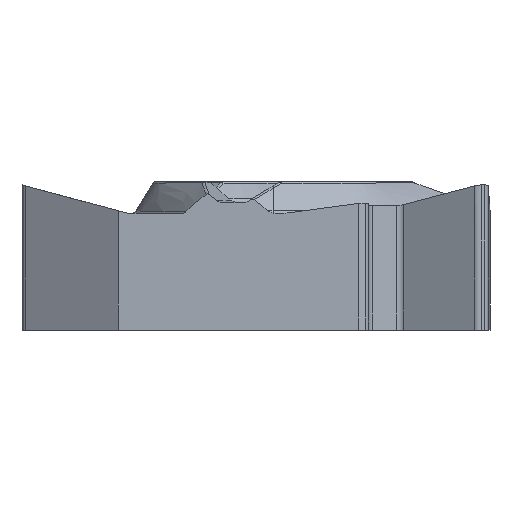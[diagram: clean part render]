
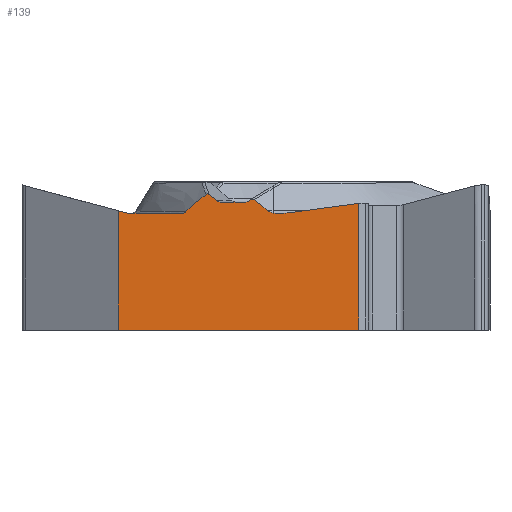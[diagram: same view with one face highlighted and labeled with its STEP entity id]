
A CAD part, left-side view. The second image highlights one B-rep face of the part: STEP entity #139.
In plain terms, the highlighted planar face has unit normal (-1, 0, 0).
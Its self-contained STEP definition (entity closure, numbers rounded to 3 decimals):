
#139=ADVANCED_FACE('',(#314),#273,.F.);
#273=PLANE('',#2288);
#314=FACE_OUTER_BOUND('',#443,.T.);
#443=EDGE_LOOP('',(#722,#723,#724,#725,#726,#727,#728,#729,#730,#731,#732,
#733,#734,#735,#736,#737,#738,#739,#740,#741,#742));
#582=CIRCLE('',#2287,0.5);
#668=ELLIPSE('',#2282,1.,0.5);
#669=ELLIPSE('',#2283,0.41,0.205);
#670=ELLIPSE('',#2284,0.154,0.1);
#671=ELLIPSE('',#2285,0.309,0.3);
#672=ELLIPSE('',#2286,0.309,0.3);
#722=ORIENTED_EDGE('',*,*,#1586,.F.);
#723=ORIENTED_EDGE('',*,*,#1587,.T.);
#724=ORIENTED_EDGE('',*,*,#1588,.F.);
#725=ORIENTED_EDGE('',*,*,#1589,.T.);
#726=ORIENTED_EDGE('',*,*,#1590,.T.);
#727=ORIENTED_EDGE('',*,*,#1591,.T.);
#728=ORIENTED_EDGE('',*,*,#1592,.T.);
#729=ORIENTED_EDGE('',*,*,#1593,.T.);
#730=ORIENTED_EDGE('',*,*,#1594,.F.);
#731=ORIENTED_EDGE('',*,*,#1595,.F.);
#732=ORIENTED_EDGE('',*,*,#1596,.T.);
#733=ORIENTED_EDGE('',*,*,#1597,.T.);
#734=ORIENTED_EDGE('',*,*,#1598,.T.);
#735=ORIENTED_EDGE('',*,*,#1599,.T.);
#736=ORIENTED_EDGE('',*,*,#1600,.T.);
#737=ORIENTED_EDGE('',*,*,#1601,.F.);
#738=ORIENTED_EDGE('',*,*,#1602,.T.);
#739=ORIENTED_EDGE('',*,*,#1603,.T.);
#740=ORIENTED_EDGE('',*,*,#1604,.T.);
#741=ORIENTED_EDGE('',*,*,#1605,.T.);
#742=ORIENTED_EDGE('',*,*,#1606,.T.);
#1384=VERTEX_POINT('',#3560);
#1385=VERTEX_POINT('',#3561);
#1386=VERTEX_POINT('',#3563);
#1387=VERTEX_POINT('',#3565);
#1388=VERTEX_POINT('',#3567);
#1389=VERTEX_POINT('',#3569);
#1390=VERTEX_POINT('',#3571);
#1391=VERTEX_POINT('',#3576);
#1392=VERTEX_POINT('',#3578);
#1393=VERTEX_POINT('',#3580);
#1394=VERTEX_POINT('',#3582);
#1395=VERTEX_POINT('',#3584);
#1396=VERTEX_POINT('',#3586);
#1397=VERTEX_POINT('',#3588);
#1398=VERTEX_POINT('',#3590);
#1399=VERTEX_POINT('',#3592);
#1400=VERTEX_POINT('',#3606);
#1401=VERTEX_POINT('',#3614);
#1402=VERTEX_POINT('',#3625);
#1403=VERTEX_POINT('',#3627);
#1404=VERTEX_POINT('',#3629);
#1586=EDGE_CURVE('',#1384,#1385,#1907,.T.);
#1587=EDGE_CURVE('',#1384,#1386,#1908,.T.);
#1588=EDGE_CURVE('',#1387,#1386,#1909,.T.);
#1589=EDGE_CURVE('',#1387,#1388,#1910,.T.);
#1590=EDGE_CURVE('',#1388,#1389,#668,.T.);
#1591=EDGE_CURVE('',#1389,#1390,#1911,.T.);
#1592=EDGE_CURVE('',#1390,#1391,#2184,.T.);
#1593=EDGE_CURVE('',#1391,#1392,#669,.T.);
#1594=EDGE_CURVE('',#1393,#1392,#1912,.T.);
#1595=EDGE_CURVE('',#1394,#1393,#670,.T.);
#1596=EDGE_CURVE('',#1394,#1395,#1913,.T.);
#1597=EDGE_CURVE('',#1395,#1396,#671,.T.);
#1598=EDGE_CURVE('',#1396,#1397,#1914,.T.);
#1599=EDGE_CURVE('',#1397,#1398,#672,.T.);
#1600=EDGE_CURVE('',#1398,#1399,#1915,.T.);
#1601=EDGE_CURVE('',#1400,#1399,#2185,.T.);
#1602=EDGE_CURVE('',#1400,#1401,#2186,.T.);
#1603=EDGE_CURVE('',#1401,#1402,#2187,.T.);
#1604=EDGE_CURVE('',#1402,#1403,#1916,.T.);
#1605=EDGE_CURVE('',#1403,#1404,#582,.T.);
#1606=EDGE_CURVE('',#1404,#1385,#1917,.T.);
#1907=LINE('',#3559,#2045);
#1908=LINE('',#3562,#2046);
#1909=LINE('',#3564,#2047);
#1910=LINE('',#3566,#2048);
#1911=LINE('',#3570,#2049);
#1912=LINE('',#3579,#2050);
#1913=LINE('',#3583,#2051);
#1914=LINE('',#3587,#2052);
#1915=LINE('',#3591,#2053);
#1916=LINE('',#3626,#2054);
#1917=LINE('',#3630,#2055);
#2045=VECTOR('',#2527,1.);
#2046=VECTOR('',#2528,1.);
#2047=VECTOR('',#2529,1.);
#2048=VECTOR('',#2530,1.);
#2049=VECTOR('',#2533,1.);
#2050=VECTOR('',#2536,1.);
#2051=VECTOR('',#2539,1.);
#2052=VECTOR('',#2542,1.);
#2053=VECTOR('',#2545,1.);
#2054=VECTOR('',#2546,1.);
#2055=VECTOR('',#2549,1.);
#2184=B_SPLINE_CURVE_WITH_KNOTS('',3,(#3572,#3573,#3574,#3575),
 .UNSPECIFIED.,.F.,.F.,(4,4),(0.,1.),.UNSPECIFIED.);
#2185=B_SPLINE_CURVE_WITH_KNOTS('',3,(#3593,#3594,#3595,#3596,#3597,#3598,
#3599,#3600,#3601,#3602,#3603,#3604,#3605),.UNSPECIFIED.,.F.,.F.,(4,3,3,
3,4),(0.,0.251,0.502,0.753,1.),
 .UNSPECIFIED.);
#2186=B_SPLINE_CURVE_WITH_KNOTS('',3,(#3607,#3608,#3609,#3610,#3611,#3612,
#3613),.UNSPECIFIED.,.F.,.F.,(4,3,4),(0.,0.416,1.),
 .UNSPECIFIED.);
#2187=B_SPLINE_CURVE_WITH_KNOTS('',3,(#3615,#3616,#3617,#3618,#3619,#3620,
#3621,#3622,#3623,#3624),.UNSPECIFIED.,.F.,.F.,(4,3,3,4),(0.,0.469,
0.885,1.),.UNSPECIFIED.);
#2282=AXIS2_PLACEMENT_3D('',#3568,#2531,#2532);
#2283=AXIS2_PLACEMENT_3D('',#3577,#2534,#2535);
#2284=AXIS2_PLACEMENT_3D('',#3581,#2537,#2538);
#2285=AXIS2_PLACEMENT_3D('',#3585,#2540,#2541);
#2286=AXIS2_PLACEMENT_3D('',#3589,#2543,#2544);
#2287=AXIS2_PLACEMENT_3D('',#3628,#2547,#2548);
#2288=AXIS2_PLACEMENT_3D('',#3631,#2550,#2551);
#2527=DIRECTION('',(0.,0.,1.));
#2528=DIRECTION('',(0.,-1.,0.));
#2529=DIRECTION('',(0.,0.,-1.));
#2530=DIRECTION('',(0.,0.991,-0.133));
#2531=DIRECTION('',(1.,0.,0.));
#2532=DIRECTION('',(0.,1.,0.));
#2533=DIRECTION('',(0.,1.,0.));
#2534=DIRECTION('',(1.,0.,0.));
#2535=DIRECTION('',(0.,-1.,0.));
#2536=DIRECTION('',(0.,-0.772,-0.636));
#2537=DIRECTION('',(1.,0.,0.));
#2538=DIRECTION('',(0.,-0.854,0.521));
#2539=DIRECTION('',(0.,0.775,-0.631));
#2540=DIRECTION('',(1.,0.,0.));
#2541=DIRECTION('',(0.,-1.,0.));
#2542=DIRECTION('',(0.,1.,0.));
#2543=DIRECTION('',(1.,0.,0.));
#2544=DIRECTION('',(0.,-1.,0.));
#2545=DIRECTION('',(0.,0.775,0.631));
#2546=DIRECTION('',(0.,1.,0.));
#2547=DIRECTION('',(1.,0.,0.));
#2548=DIRECTION('',(0.,0.,-1.));
#2549=DIRECTION('',(0.,0.966,0.259));
#2550=DIRECTION('',(1.,0.,0.));
#2551=DIRECTION('',(0.,0.,-1.));
#3559=CARTESIAN_POINT('',(-6.35,6.104,25.));
#3560=CARTESIAN_POINT('',(-6.35,6.104,-5.56));
#3561=CARTESIAN_POINT('',(-6.35,6.104,-0.856));
#3562=CARTESIAN_POINT('',(-6.35,8.6,-5.56));
#3563=CARTESIAN_POINT('',(-6.35,-3.374,-5.56));
#3564=CARTESIAN_POINT('',(-6.35,-3.374,25.));
#3565=CARTESIAN_POINT('',(-6.35,-3.374,-0.566));
#3566=CARTESIAN_POINT('',(-6.35,-3.424,-0.56));
#3567=CARTESIAN_POINT('',(-6.35,-0.551,-0.945));
#3568=CARTESIAN_POINT('',(-6.35,-0.292,-0.462));
#3569=CARTESIAN_POINT('',(-6.35,-0.292,-0.962));
#3570=CARTESIAN_POINT('',(-6.35,0.,-0.962));
#3571=CARTESIAN_POINT('',(-6.35,-0.158,-0.962));
#3572=CARTESIAN_POINT('',(-6.35,-0.158,-0.962));
#3573=CARTESIAN_POINT('',(-6.35,-0.105,-0.962));
#3574=CARTESIAN_POINT('',(-6.35,-0.052,-0.957));
#3575=CARTESIAN_POINT('',(-6.35,0.,-0.946));
#3576=CARTESIAN_POINT('',(-6.35,0.,-0.946));
#3577=CARTESIAN_POINT('',(-6.35,-0.158,-0.757));
#3578=CARTESIAN_POINT('',(-6.35,0.192,-0.863));
#3579=CARTESIAN_POINT('',(-6.35,17.892,13.73));
#3580=CARTESIAN_POINT('',(-6.35,0.734,-0.416));
#3581=CARTESIAN_POINT('',(-6.35,0.851,-0.513));
#3582=CARTESIAN_POINT('',(-6.35,0.929,-0.446));
#3583=CARTESIAN_POINT('',(-6.35,-6.917,5.942));
#3584=CARTESIAN_POINT('',(-6.35,0.934,-0.45));
#3585=CARTESIAN_POINT('',(-6.35,1.132,-0.22));
#3586=CARTESIAN_POINT('',(-6.35,1.132,-0.52));
#3587=CARTESIAN_POINT('',(-6.35,8.6,-0.52));
#3588=CARTESIAN_POINT('',(-6.35,2.034,-0.52));
#3589=CARTESIAN_POINT('',(-6.35,2.034,-0.22));
#3590=CARTESIAN_POINT('',(-6.35,2.233,-0.45));
#3591=CARTESIAN_POINT('',(-6.35,18.522,12.813));
#3592=CARTESIAN_POINT('',(-6.35,2.519,-0.217));
#3593=CARTESIAN_POINT('',(-6.35,2.639,-0.212));
#3594=CARTESIAN_POINT('',(-6.35,2.631,-0.206));
#3595=CARTESIAN_POINT('',(-6.35,2.621,-0.201));
#3596=CARTESIAN_POINT('',(-6.35,2.61,-0.198));
#3597=CARTESIAN_POINT('',(-6.35,2.6,-0.195));
#3598=CARTESIAN_POINT('',(-6.35,2.589,-0.193));
#3599=CARTESIAN_POINT('',(-6.35,2.578,-0.194));
#3600=CARTESIAN_POINT('',(-6.35,2.568,-0.194));
#3601=CARTESIAN_POINT('',(-6.35,2.557,-0.197));
#3602=CARTESIAN_POINT('',(-6.35,2.547,-0.2));
#3603=CARTESIAN_POINT('',(-6.35,2.537,-0.204));
#3604=CARTESIAN_POINT('',(-6.35,2.528,-0.21));
#3605=CARTESIAN_POINT('',(-6.35,2.519,-0.217));
#3606=CARTESIAN_POINT('',(-6.35,2.639,-0.212));
#3607=CARTESIAN_POINT('',(-6.35,2.639,-0.212));
#3608=CARTESIAN_POINT('',(-6.35,2.758,-0.298));
#3609=CARTESIAN_POINT('',(-6.35,2.874,-0.388));
#3610=CARTESIAN_POINT('',(-6.35,2.986,-0.481));
#3611=CARTESIAN_POINT('',(-6.35,3.145,-0.613));
#3612=CARTESIAN_POINT('',(-6.35,3.297,-0.752));
#3613=CARTESIAN_POINT('',(-6.35,3.443,-0.897));
#3614=CARTESIAN_POINT('',(-6.35,3.443,-0.897));
#3615=CARTESIAN_POINT('',(-6.35,3.443,-0.897));
#3616=CARTESIAN_POINT('',(-6.35,3.463,-0.916));
#3617=CARTESIAN_POINT('',(-6.35,3.487,-0.932));
#3618=CARTESIAN_POINT('',(-6.35,3.513,-0.943));
#3619=CARTESIAN_POINT('',(-6.35,3.535,-0.953));
#3620=CARTESIAN_POINT('',(-6.35,3.56,-0.959));
#3621=CARTESIAN_POINT('',(-6.35,3.585,-0.961));
#3622=CARTESIAN_POINT('',(-6.35,3.592,-0.961));
#3623=CARTESIAN_POINT('',(-6.35,3.598,-0.962));
#3624=CARTESIAN_POINT('',(-6.35,3.605,-0.962));
#3625=CARTESIAN_POINT('',(-6.35,3.605,-0.962));
#3626=CARTESIAN_POINT('',(-6.35,8.6,-0.962));
#3627=CARTESIAN_POINT('',(-6.35,5.645,-0.962));
#3628=CARTESIAN_POINT('',(-6.35,5.645,-0.462));
#3629=CARTESIAN_POINT('',(-6.35,5.775,-0.945));
#3630=CARTESIAN_POINT('',(-6.35,14.897,1.5));
#3631=CARTESIAN_POINT('',(-6.35,8.6,25.));
